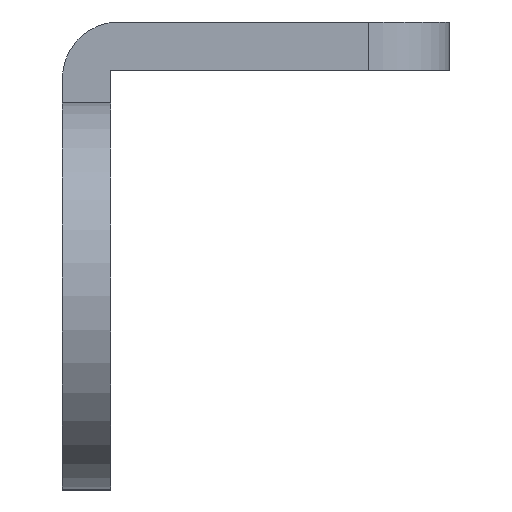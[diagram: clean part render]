
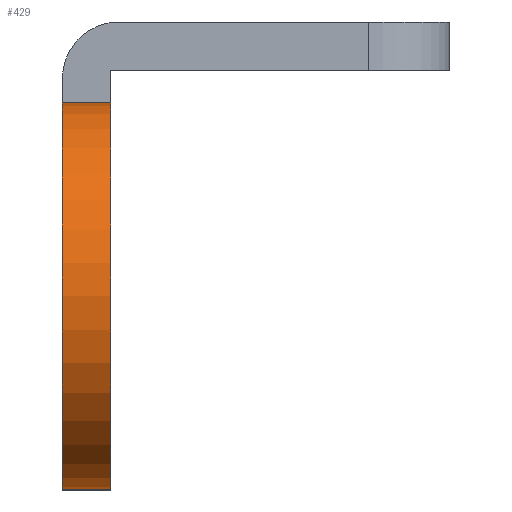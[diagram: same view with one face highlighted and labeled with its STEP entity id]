
A CAD part, left-side view. The second image highlights one B-rep face of the part: STEP entity #429.
In plain terms, the highlighted cylindrical face has radius 12 mm (diameter 24 mm), a partial arc.
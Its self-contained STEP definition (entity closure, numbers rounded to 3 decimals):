
#39 = CARTESIAN_POINT ( 'NONE',  ( -78., 3., 12. ) ) ;
#54 = ORIENTED_EDGE ( 'NONE', *, *, #981, .T. ) ;
#126 = CARTESIAN_POINT ( 'NONE',  ( -78., 0., 0. ) ) ;
#140 = VECTOR ( 'NONE', #920, 1000. ) ;
#165 = DIRECTION ( 'NONE',  ( 0., 1., 0. ) ) ;
#172 = EDGE_CURVE ( 'NONE', #568, #436, #310, .T. ) ;
#178 = ORIENTED_EDGE ( 'NONE', *, *, #1064, .F. ) ;
#277 = CARTESIAN_POINT ( 'NONE',  ( -78., 3., -12. ) ) ;
#283 = LINE ( 'NONE', #1236, #140 ) ;
#310 = CIRCLE ( 'NONE', #363, 12. ) ;
#326 = CYLINDRICAL_SURFACE ( 'NONE', #489, 12. ) ;
#363 = AXIS2_PLACEMENT_3D ( 'NONE', #452, #165, #1136 ) ;
#414 = ORIENTED_EDGE ( 'NONE', *, *, #1187, .T. ) ;
#424 = DIRECTION ( 'NONE',  ( 0., 0., -1. ) ) ;
#429 = ADVANCED_FACE ( 'NONE', ( #1103 ), #326, .T. ) ;
#436 = VERTEX_POINT ( 'NONE', #39 ) ;
#449 = CARTESIAN_POINT ( 'NONE',  ( -78., 0., 12. ) ) ;
#452 = CARTESIAN_POINT ( 'NONE',  ( -78., 3., 0. ) ) ;
#489 = AXIS2_PLACEMENT_3D ( 'NONE', #713, #517, #424 ) ;
#517 = DIRECTION ( 'NONE',  ( 0., -1., 0. ) ) ;
#527 = ORIENTED_EDGE ( 'NONE', *, *, #172, .F. ) ;
#530 = CARTESIAN_POINT ( 'NONE',  ( -78., 3., -12. ) ) ;
#568 = VERTEX_POINT ( 'NONE', #530 ) ;
#713 = CARTESIAN_POINT ( 'NONE',  ( -78., 3., 0. ) ) ;
#734 = LINE ( 'NONE', #277, #1030 ) ;
#774 = CARTESIAN_POINT ( 'NONE',  ( -78., 0., -12. ) ) ;
#794 = VERTEX_POINT ( 'NONE', #774 ) ;
#839 = EDGE_LOOP ( 'NONE', ( #414, #178, #527, #54 ) ) ;
#897 = DIRECTION ( 'NONE',  ( 0., 0., 1. ) ) ;
#920 = DIRECTION ( 'NONE',  ( 0., -1., 0. ) ) ;
#952 = DIRECTION ( 'NONE',  ( 0., -1., 0. ) ) ;
#981 = EDGE_CURVE ( 'NONE', #568, #794, #734, .T. ) ;
#1030 = VECTOR ( 'NONE', #952, 1000. ) ;
#1064 = EDGE_CURVE ( 'NONE', #436, #1072, #283, .T. ) ;
#1072 = VERTEX_POINT ( 'NONE', #449 ) ;
#1096 = CIRCLE ( 'NONE', #1183, 12. ) ;
#1101 = DIRECTION ( 'NONE',  ( 0., 1., 0. ) ) ;
#1103 = FACE_OUTER_BOUND ( 'NONE', #839, .T. ) ;
#1136 = DIRECTION ( 'NONE',  ( 0., 0., 1. ) ) ;
#1183 = AXIS2_PLACEMENT_3D ( 'NONE', #126, #1101, #897 ) ;
#1187 = EDGE_CURVE ( 'NONE', #794, #1072, #1096, .T. ) ;
#1236 = CARTESIAN_POINT ( 'NONE',  ( -78., 3., 12. ) ) ;
